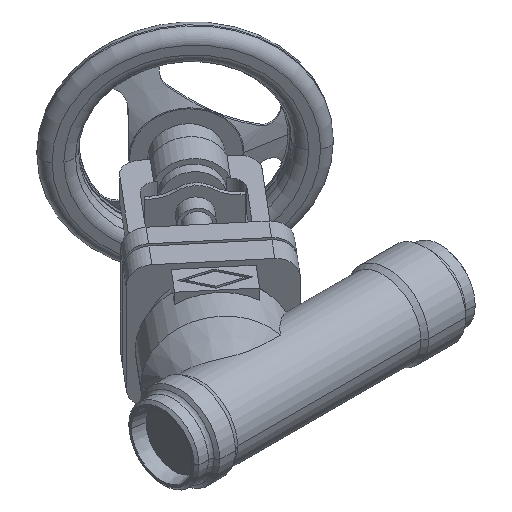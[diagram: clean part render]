
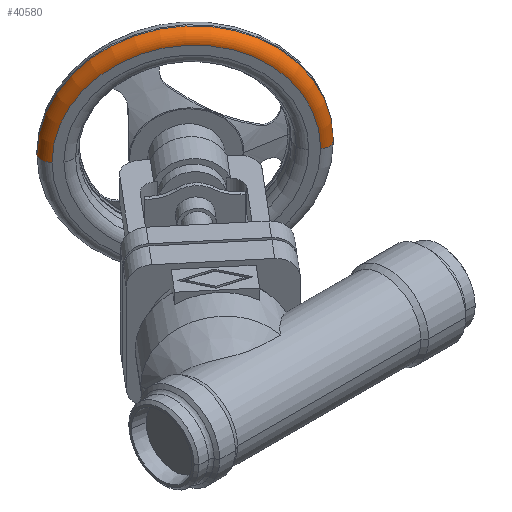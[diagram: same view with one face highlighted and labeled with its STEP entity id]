
A CAD part, isometric view. The second image highlights one B-rep face of the part: STEP entity #40580.
In plain terms, the highlighted toroidal (fillet/blend) face has major radius 68 mm and minor radius 7 mm.
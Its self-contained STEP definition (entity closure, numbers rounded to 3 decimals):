
#39780=CARTESIAN_POINT('',(135.259,224.246,0.));
#39790=VERTEX_POINT('',#39780);
#39950=CARTESIAN_POINT('',(250.166,127.828,0.));
#39960=VERTEX_POINT('',#39950);
#39990=CARTESIAN_POINT('',(192.713,176.037,0.));
#40000=DIRECTION('',(0.643,0.766,0.));
#40010=DIRECTION('',(0.766,-0.643,
0.));
#40020=AXIS2_PLACEMENT_3D('',#39990,#40000,#40010);
#40030=CIRCLE('',#40020,75.);
#40040=CARTESIAN_POINT('',(192.713,176.037,75.));
#40050=VERTEX_POINT('',#40040);
#40060=EDGE_CURVE('',#40050,#39960,#40030,.T.);
#40080=EDGE_CURVE('',#39790,#40050,#40030,.T.);
#40200=CARTESIAN_POINT('',(192.713,176.037,0.));
#40210=DIRECTION('',(0.643,0.766,0.));
#40220=DIRECTION('',(0.766,-0.643,0.));
#40230=AXIS2_PLACEMENT_3D('',#40200,#40210,#40220);
#40240=TOROIDAL_SURFACE('',#40230,68.,7.);
#40250=CARTESIAN_POINT('',(140.622,219.747,0.));
#40260=DIRECTION('',(0.,0.,1.));
#40270=DIRECTION('',(0.174,-0.985,0.));
#40280=AXIS2_PLACEMENT_3D('',#40250,#40260,#40270);
#40290=CIRCLE('',#40280,7.);
#40300=CARTESIAN_POINT('',(136.122,214.384,0.));
#40310=VERTEX_POINT('',#40300);
#40320=EDGE_CURVE('',#39790,#40310,#40290,.T.);
#40330=ORIENTED_EDGE('',*,*,#40320,.T.);
#40340=ORIENTED_EDGE('',*,*,#40080,.F.);
#40350=ORIENTED_EDGE('',*,*,#40060,.F.);
#40360=CARTESIAN_POINT('',(244.804,132.327,0.));
#40370=DIRECTION('',(0.,0.,-1.));
#40380=DIRECTION('',(-1.,0.,0.));
#40390=AXIS2_PLACEMENT_3D('',#40360,#40370,#40380);
#40400=CIRCLE('',#40390,7.);
#40410=CARTESIAN_POINT('',(240.304,126.965,0.));
#40420=VERTEX_POINT('',#40410);
#40430=EDGE_CURVE('',#39960,#40420,#40400,.T.);
#40440=ORIENTED_EDGE('',*,*,#40430,.F.);
#40450=CARTESIAN_POINT('',(188.213,170.675,0.));
#40460=DIRECTION('',(0.643,0.766,0.));
#40470=DIRECTION('',(0.766,-0.643,
0.));
#40480=AXIS2_PLACEMENT_3D('',#40450,#40460,#40470);
#40490=CIRCLE('',#40480,68.);
#40500=CARTESIAN_POINT('',(188.213,170.675,68.));
#40510=VERTEX_POINT('',#40500);
#40520=EDGE_CURVE('',#40510,#40420,#40490,.T.);
#40530=ORIENTED_EDGE('',*,*,#40520,.T.);
#40540=EDGE_CURVE('',#40310,#40510,#40490,.T.);
#40550=ORIENTED_EDGE('',*,*,#40540,.T.);
#40560=EDGE_LOOP('',(#40550,#40530,#40440,#40350,#40340,#40330));
#40570=FACE_OUTER_BOUND('',#40560,.T.);
#40580=ADVANCED_FACE('',(#40570),#40240,.T.);
